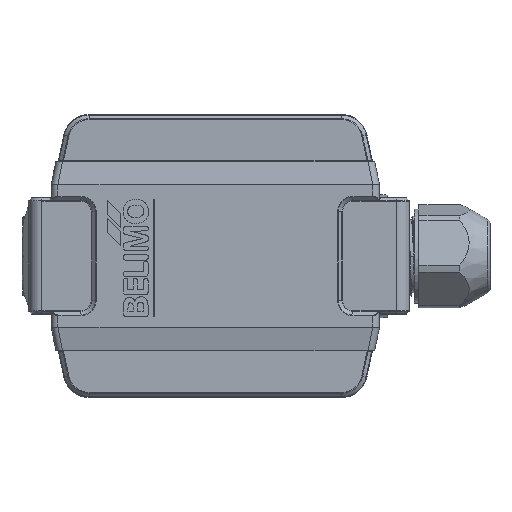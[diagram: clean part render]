
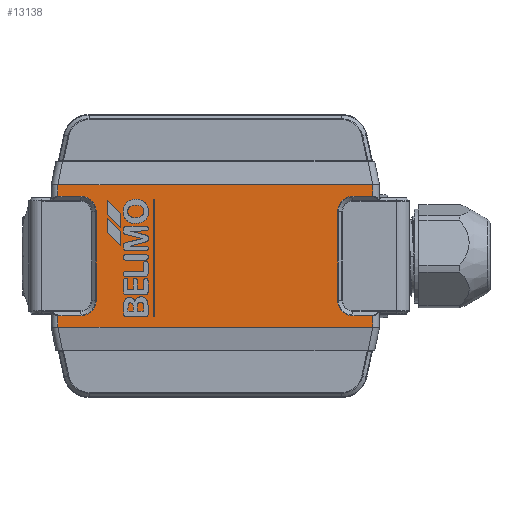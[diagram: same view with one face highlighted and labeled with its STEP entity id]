
A CAD part, top view. The second image highlights one B-rep face of the part: STEP entity #13138.
In plain terms, the highlighted planar face has unit normal (0, 0, 1).
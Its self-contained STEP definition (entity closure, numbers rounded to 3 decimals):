
#10260=CIRCLE('',#47948,3.583);
#10261=CIRCLE('',#47949,3.583);
#10262=CIRCLE('',#47950,3.583);
#10263=CIRCLE('',#47951,3.583);
#13138=ADVANCED_FACE('',(#16204),#15775,.T.);
#15775=PLANE('',#47952);
#16204=FACE_OUTER_BOUND('',#18819,.T.);
#18819=EDGE_LOOP('',(#22000,#22001,#22002,#22003,#22004,#22005,#22006,#22007,
#22008,#22009,#22010,#22011,#22012,#22013,#22014,#22015));
#22000=ORIENTED_EDGE('',*,*,#37568,.T.);
#22001=ORIENTED_EDGE('',*,*,#37569,.T.);
#22002=ORIENTED_EDGE('',*,*,#37570,.T.);
#22003=ORIENTED_EDGE('',*,*,#37571,.F.);
#22004=ORIENTED_EDGE('',*,*,#37572,.T.);
#22005=ORIENTED_EDGE('',*,*,#37573,.T.);
#22006=ORIENTED_EDGE('',*,*,#37574,.T.);
#22007=ORIENTED_EDGE('',*,*,#37575,.T.);
#22008=ORIENTED_EDGE('',*,*,#37576,.T.);
#22009=ORIENTED_EDGE('',*,*,#37577,.T.);
#22010=ORIENTED_EDGE('',*,*,#37578,.F.);
#22011=ORIENTED_EDGE('',*,*,#37579,.T.);
#22012=ORIENTED_EDGE('',*,*,#37580,.F.);
#22013=ORIENTED_EDGE('',*,*,#37581,.T.);
#22014=ORIENTED_EDGE('',*,*,#37582,.T.);
#22015=ORIENTED_EDGE('',*,*,#37583,.T.);
#33906=VERTEX_POINT('',#63636);
#33907=VERTEX_POINT('',#63637);
#33908=VERTEX_POINT('',#63639);
#33909=VERTEX_POINT('',#63641);
#33910=VERTEX_POINT('',#63643);
#33911=VERTEX_POINT('',#63645);
#33912=VERTEX_POINT('',#63647);
#33913=VERTEX_POINT('',#63649);
#33914=VERTEX_POINT('',#63651);
#33915=VERTEX_POINT('',#63653);
#33916=VERTEX_POINT('',#63655);
#33917=VERTEX_POINT('',#63657);
#33918=VERTEX_POINT('',#63659);
#33919=VERTEX_POINT('',#63661);
#33920=VERTEX_POINT('',#63663);
#33921=VERTEX_POINT('',#63665);
#37568=EDGE_CURVE('',#33906,#33907,#10260,.T.);
#37569=EDGE_CURVE('',#33907,#33908,#43623,.T.);
#37570=EDGE_CURVE('',#33908,#33909,#43624,.T.);
#37571=EDGE_CURVE('',#33910,#33909,#43625,.T.);
#37572=EDGE_CURVE('',#33910,#33911,#43626,.T.);
#37573=EDGE_CURVE('',#33911,#33912,#43627,.T.);
#37574=EDGE_CURVE('',#33912,#33913,#10261,.T.);
#37575=EDGE_CURVE('',#33913,#33914,#43628,.T.);
#37576=EDGE_CURVE('',#33914,#33915,#10262,.T.);
#37577=EDGE_CURVE('',#33915,#33916,#43629,.T.);
#37578=EDGE_CURVE('',#33917,#33916,#43630,.T.);
#37579=EDGE_CURVE('',#33917,#33918,#43631,.T.);
#37580=EDGE_CURVE('',#33919,#33918,#43632,.T.);
#37581=EDGE_CURVE('',#33919,#33920,#43633,.T.);
#37582=EDGE_CURVE('',#33920,#33921,#10263,.T.);
#37583=EDGE_CURVE('',#33921,#33906,#43634,.T.);
#43623=LINE('',#63638,#45271);
#43624=LINE('',#63640,#45272);
#43625=LINE('',#63642,#45273);
#43626=LINE('',#63644,#45274);
#43627=LINE('',#63646,#45275);
#43628=LINE('',#63650,#45276);
#43629=LINE('',#63654,#45277);
#43630=LINE('',#63656,#45278);
#43631=LINE('',#63658,#45279);
#43632=LINE('',#63660,#45280);
#43633=LINE('',#63662,#45281);
#43634=LINE('',#63666,#45282);
#45271=VECTOR('',#52842,1.);
#45272=VECTOR('',#52843,1.);
#45273=VECTOR('',#52844,1.);
#45274=VECTOR('',#52845,1.);
#45275=VECTOR('',#52846,1.);
#45276=VECTOR('',#52849,1.);
#45277=VECTOR('',#52852,1.);
#45278=VECTOR('',#52853,1.);
#45279=VECTOR('',#52854,1.);
#45280=VECTOR('',#52855,1.);
#45281=VECTOR('',#52856,1.);
#45282=VECTOR('',#52859,1.);
#47948=AXIS2_PLACEMENT_3D('',#63635,#52840,#52841);
#47949=AXIS2_PLACEMENT_3D('',#63648,#52847,#52848);
#47950=AXIS2_PLACEMENT_3D('',#63652,#52850,#52851);
#47951=AXIS2_PLACEMENT_3D('',#63664,#52857,#52858);
#47952=AXIS2_PLACEMENT_3D('',#63667,#52860,#52861);
#52840=DIRECTION('',(0.,0.,-1.));
#52841=DIRECTION('',(1.,0.,0.));
#52842=DIRECTION('',(-1.,0.,0.));
#52843=DIRECTION('',(0.,-1.,0.));
#52844=DIRECTION('',(-1.,0.,0.));
#52845=DIRECTION('',(0.,1.,0.));
#52846=DIRECTION('',(-1.,0.,0.));
#52847=DIRECTION('',(0.,0.,-1.));
#52848=DIRECTION('',(1.,0.,0.));
#52849=DIRECTION('',(0.,1.,0.));
#52850=DIRECTION('',(0.,0.,-1.));
#52851=DIRECTION('',(1.,0.,0.));
#52852=DIRECTION('',(1.,0.,0.));
#52853=DIRECTION('',(0.,-1.,0.));
#52854=DIRECTION('',(-1.,0.,0.));
#52855=DIRECTION('',(0.,1.,0.));
#52856=DIRECTION('',(1.,0.,0.));
#52857=DIRECTION('',(0.,0.,-1.));
#52858=DIRECTION('',(1.,0.,0.));
#52859=DIRECTION('',(0.,-1.,0.));
#52860=DIRECTION('',(0.,0.,1.));
#52861=DIRECTION('',(-1.,0.,0.));
#63635=CARTESIAN_POINT('',(-46.609,-17.949,22.52));
#63636=CARTESIAN_POINT('',(-43.026,-17.949,22.52));
#63637=CARTESIAN_POINT('',(-46.609,-21.532,22.52));
#63638=CARTESIAN_POINT('',(-46.609,-21.532,22.52));
#63639=CARTESIAN_POINT('',(-51.893,-21.532,22.52));
#63640=CARTESIAN_POINT('',(-51.893,-21.532,22.52));
#63641=CARTESIAN_POINT('',(-51.893,-24.199,22.52));
#63642=CARTESIAN_POINT('',(21.075,-24.199,22.52));
#63643=CARTESIAN_POINT('',(21.075,-24.199,22.52));
#63644=CARTESIAN_POINT('',(21.075,-24.199,22.52));
#63645=CARTESIAN_POINT('',(21.075,-21.532,22.52));
#63646=CARTESIAN_POINT('',(21.075,-21.532,22.52));
#63647=CARTESIAN_POINT('',(16.491,-21.532,22.52));
#63648=CARTESIAN_POINT('',(16.491,-17.949,22.52));
#63649=CARTESIAN_POINT('',(12.909,-17.949,22.52));
#63650=CARTESIAN_POINT('',(12.909,-17.949,22.52));
#63651=CARTESIAN_POINT('',(12.909,2.551,22.52));
#63652=CARTESIAN_POINT('',(16.491,2.551,22.52));
#63653=CARTESIAN_POINT('',(16.491,6.134,22.52));
#63654=CARTESIAN_POINT('',(16.491,6.134,22.52));
#63655=CARTESIAN_POINT('',(21.075,6.134,22.52));
#63656=CARTESIAN_POINT('',(21.075,8.801,22.52));
#63657=CARTESIAN_POINT('',(21.075,8.801,22.52));
#63658=CARTESIAN_POINT('',(21.075,8.801,22.52));
#63659=CARTESIAN_POINT('',(-51.893,8.801,22.52));
#63660=CARTESIAN_POINT('',(-51.893,6.134,22.52));
#63661=CARTESIAN_POINT('',(-51.893,6.134,22.52));
#63662=CARTESIAN_POINT('',(-51.893,6.134,22.52));
#63663=CARTESIAN_POINT('',(-46.609,6.134,22.52));
#63664=CARTESIAN_POINT('',(-46.609,2.551,22.52));
#63665=CARTESIAN_POINT('',(-43.026,2.551,22.52));
#63666=CARTESIAN_POINT('',(-43.026,2.551,22.52));
#63667=CARTESIAN_POINT('',(16.491,-17.949,22.52));
